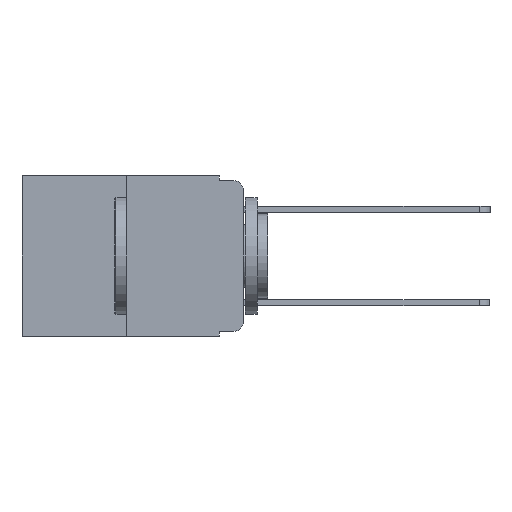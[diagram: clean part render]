
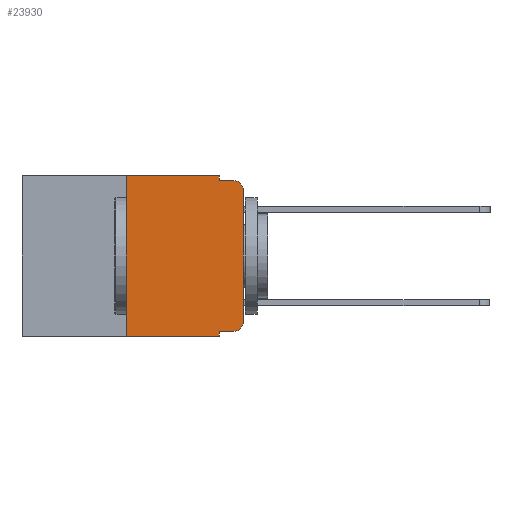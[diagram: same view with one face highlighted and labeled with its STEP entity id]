
A CAD part, left-side view. The second image highlights one B-rep face of the part: STEP entity #23930.
In plain terms, the highlighted planar face has unit normal (-1, 0, 0).
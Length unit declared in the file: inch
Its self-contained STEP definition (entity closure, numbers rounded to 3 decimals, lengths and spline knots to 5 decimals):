
#222 = DIRECTION ( 'NONE',  ( 1., 0., 0. ) ) ;
#544 = LINE ( 'NONE', #9042, #10772 ) ;
#568 = CARTESIAN_POINT ( 'NONE',  ( 0., 0., -0.03 ) ) ;
#767 = EDGE_CURVE ( 'NONE', #14065, #4197, #17144, .T. ) ;
#1125 = DIRECTION ( 'NONE',  ( 0., 0., -1. ) ) ;
#1247 = CARTESIAN_POINT ( 'NONE',  ( 0., 0.051, 0. ) ) ;
#2365 = DIRECTION ( 'NONE',  ( 0., -1., 0. ) ) ;
#3127 = EDGE_LOOP ( 'NONE', ( #13465, #3303, #19895, #20478, #12546, #17804, #13809, #24665, #6213, #16891 ) ) ;
#3303 = ORIENTED_EDGE ( 'NONE', *, *, #18335, .T. ) ;
#3517 = EDGE_CURVE ( 'NONE', #10961, #14065, #21258, .T. ) ;
#3531 = VERTEX_POINT ( 'NONE', #22407 ) ;
#3706 = DIRECTION ( 'NONE',  ( 0., 0., 1. ) ) ;
#4197 = VERTEX_POINT ( 'NONE', #13031 ) ;
#4966 = CARTESIAN_POINT ( 'NONE',  ( 0., 0.473, -0.343 ) ) ;
#5131 = LINE ( 'NONE', #16795, #25475 ) ;
#5308 = AXIS2_PLACEMENT_3D ( 'NONE', #6877, #8448, #11304 ) ;
#5916 = CARTESIAN_POINT ( 'NONE',  ( 0., 0., 0. ) ) ;
#6213 = ORIENTED_EDGE ( 'NONE', *, *, #3517, .T. ) ;
#6877 = CARTESIAN_POINT ( 'NONE',  ( 0., 0.02, -0.313 ) ) ;
#7624 = EDGE_CURVE ( 'NONE', #10961, #25603, #18677, .T. ) ;
#7954 = DIRECTION ( 'NONE',  ( 0., 0., 1. ) ) ;
#7978 = CARTESIAN_POINT ( 'NONE',  ( 0., 0.051, -0.343 ) ) ;
#8412 = CARTESIAN_POINT ( 'NONE',  ( 0., 0.473, 0. ) ) ;
#8448 = DIRECTION ( 'NONE',  ( -1., 0., 0. ) ) ;
#8829 = VERTEX_POINT ( 'NONE', #568 ) ;
#8853 = DIRECTION ( 'NONE',  ( 0., -1., 0. ) ) ;
#9042 = CARTESIAN_POINT ( 'NONE',  ( 0., 0.051, 0. ) ) ;
#10243 = CARTESIAN_POINT ( 'NONE',  ( 0., 0.25, -0.343 ) ) ;
#10382 = EDGE_CURVE ( 'NONE', #10504, #22592, #19746, .T. ) ;
#10504 = VERTEX_POINT ( 'NONE', #10243 ) ;
#10682 = CARTESIAN_POINT ( 'NONE',  ( 0., 0.051, -0.333 ) ) ;
#10765 = LINE ( 'NONE', #5916, #19987 ) ;
#10772 = VECTOR ( 'NONE', #11056, 39.37008 ) ;
#10961 = VERTEX_POINT ( 'NONE', #23150 ) ;
#11056 = DIRECTION ( 'NONE',  ( 0., 0., -1. ) ) ;
#11304 = DIRECTION ( 'NONE',  ( 0., 0., -1. ) ) ;
#11706 = EDGE_CURVE ( 'NONE', #12908, #11865, #544, .T. ) ;
#11865 = VERTEX_POINT ( 'NONE', #17468 ) ;
#12412 = CARTESIAN_POINT ( 'NONE',  ( 0., 0.473, 0. ) ) ;
#12546 = ORIENTED_EDGE ( 'NONE', *, *, #17494, .F. ) ;
#12908 = VERTEX_POINT ( 'NONE', #17097 ) ;
#13031 = CARTESIAN_POINT ( 'NONE',  ( 0., 0., -0.313 ) ) ;
#13295 = DIRECTION ( 'NONE',  ( -1., 0., 0. ) ) ;
#13451 = VECTOR ( 'NONE', #15406, 39.37008 ) ;
#13465 = ORIENTED_EDGE ( 'NONE', *, *, #20871, .T. ) ;
#13809 = ORIENTED_EDGE ( 'NONE', *, *, #19991, .T. ) ;
#13953 = VECTOR ( 'NONE', #3706, 39.37008 ) ;
#14065 = VERTEX_POINT ( 'NONE', #18492 ) ;
#14434 = DIRECTION ( 'NONE',  ( 0., 0., -1. ) ) ;
#14782 = VECTOR ( 'NONE', #24708, 39.37008 ) ;
#14916 = VECTOR ( 'NONE', #22509, 39.37008 ) ;
#15406 = DIRECTION ( 'NONE',  ( 0., 0., -1. ) ) ;
#15516 = FACE_OUTER_BOUND ( 'NONE', #3127, .T. ) ;
#15701 = EDGE_CURVE ( 'NONE', #11865, #3531, #5131, .T. ) ;
#16204 = AXIS2_PLACEMENT_3D ( 'NONE', #12412, #222, #14434 ) ;
#16455 = VECTOR ( 'NONE', #2365, 39.37008 ) ;
#16795 = CARTESIAN_POINT ( 'NONE',  ( 0., 0.051, -0.01 ) ) ;
#16891 = ORIENTED_EDGE ( 'NONE', *, *, #767, .T. ) ;
#17097 = CARTESIAN_POINT ( 'NONE',  ( 0., 0.051, 0. ) ) ;
#17144 = CIRCLE ( 'NONE', #5308, 0.02 ) ;
#17468 = CARTESIAN_POINT ( 'NONE',  ( 0., 0.051, -0.01 ) ) ;
#17494 = EDGE_CURVE ( 'NONE', #22592, #12908, #18301, .T. ) ;
#17646 = CIRCLE ( 'NONE', #20589, 0.02 ) ;
#17804 = ORIENTED_EDGE ( 'NONE', *, *, #10382, .F. ) ;
#18301 = LINE ( 'NONE', #8412, #16455 ) ;
#18335 = EDGE_CURVE ( 'NONE', #8829, #3531, #17646, .T. ) ;
#18492 = CARTESIAN_POINT ( 'NONE',  ( 0., 0.02, -0.333 ) ) ;
#18677 = LINE ( 'NONE', #1247, #13451 ) ;
#19353 = LINE ( 'NONE', #4966, #14782 ) ;
#19746 = LINE ( 'NONE', #21605, #13953 ) ;
#19895 = ORIENTED_EDGE ( 'NONE', *, *, #15701, .F. ) ;
#19987 = VECTOR ( 'NONE', #7954, 39.37008 ) ;
#19991 = EDGE_CURVE ( 'NONE', #10504, #25603, #19353, .T. ) ;
#20478 = ORIENTED_EDGE ( 'NONE', *, *, #11706, .F. ) ;
#20589 = AXIS2_PLACEMENT_3D ( 'NONE', #24877, #13295, #1125 ) ;
#20871 = EDGE_CURVE ( 'NONE', #4197, #8829, #10765, .T. ) ;
#20937 = CARTESIAN_POINT ( 'NONE',  ( 0., 0.25, 0. ) ) ;
#21258 = LINE ( 'NONE', #10682, #14916 ) ;
#21605 = CARTESIAN_POINT ( 'NONE',  ( 0., 0.25, 0. ) ) ;
#22407 = CARTESIAN_POINT ( 'NONE',  ( 0., 0.02, -0.01 ) ) ;
#22509 = DIRECTION ( 'NONE',  ( 0., -1., 0. ) ) ;
#22592 = VERTEX_POINT ( 'NONE', #20937 ) ;
#23150 = CARTESIAN_POINT ( 'NONE',  ( 0., 0.051, -0.333 ) ) ;
#23930 = ADVANCED_FACE ( 'NONE', ( #15516 ), #24022, .F. ) ;
#24022 = PLANE ( 'NONE',  #16204 ) ;
#24665 = ORIENTED_EDGE ( 'NONE', *, *, #7624, .F. ) ;
#24708 = DIRECTION ( 'NONE',  ( 0., -1., 0. ) ) ;
#24877 = CARTESIAN_POINT ( 'NONE',  ( 0., 0.02, -0.03 ) ) ;
#25475 = VECTOR ( 'NONE', #8853, 39.37008 ) ;
#25603 = VERTEX_POINT ( 'NONE', #7978 ) ;
